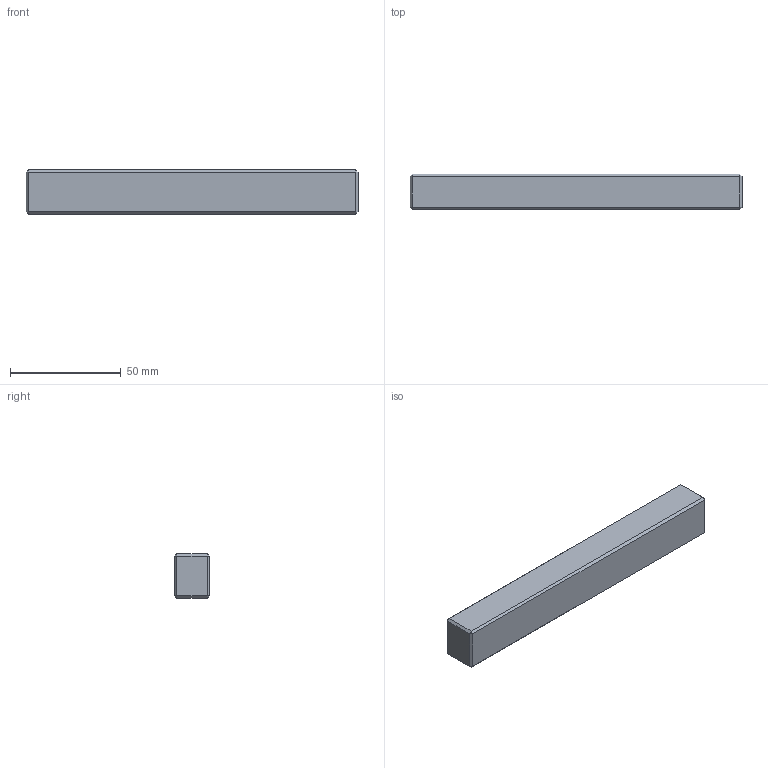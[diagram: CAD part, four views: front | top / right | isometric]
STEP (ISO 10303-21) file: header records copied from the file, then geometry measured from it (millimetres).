
FILE_DESCRIPTION( ( 'Unknown' ), '1' );
FILE_NAME( 'SU26-1620-150.stp', 'Unknown', ( 'Unknown' ), ( 'Unknown' ), 'XStep 1.0', 'Unknown', ' ' );
FILE_SCHEMA( ( 'CONFIG_CONTROL_DESIGN' ) );
Length unit declared in the file: millimetre
Products named in the file (1): 1
Bounding box: 150 x 16 x 20 mm (x, y, z)
Volume: 47633.3 mm3; surface area: 11001.2 mm2
Topology: 1 solids, 1 shells, 26 faces, 48 edges, 24 vertices
Faces by surface type: plane 26
Entity records: 644 total; most frequent: DIRECTION 102, CARTESIAN_POINT 99, ORIENTED_EDGE 96, EDGE_CURVE 48, LINE 48, VECTOR 48, AXIS2_PLACEMENT_3D 27, ADVANCED_FACE 26
